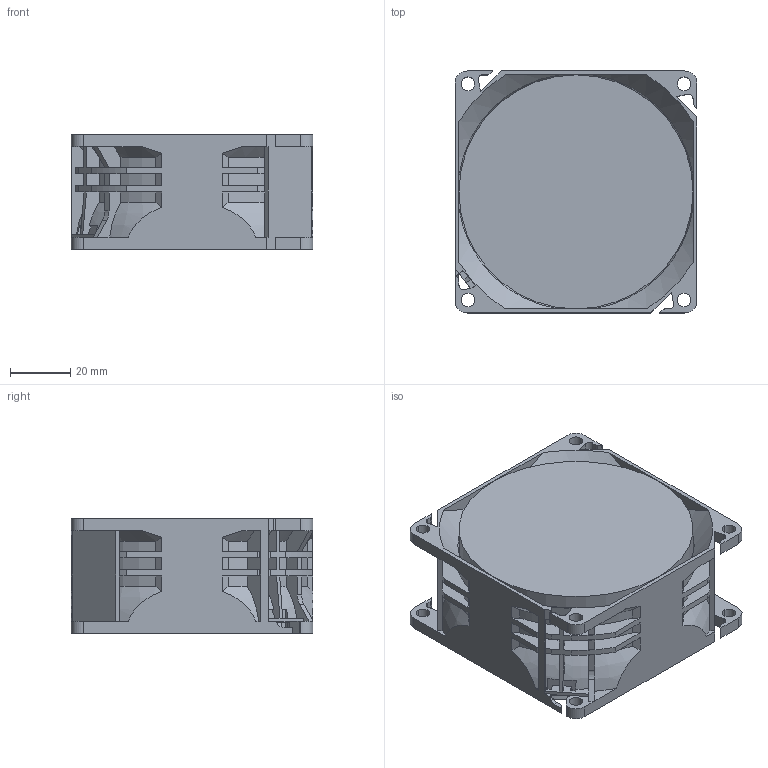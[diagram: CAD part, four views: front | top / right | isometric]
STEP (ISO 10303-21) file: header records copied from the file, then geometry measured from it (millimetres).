
FILE_DESCRIPTION((''),'2;1');
FILE_NAME('3D_PFM0812HE-01A01_FRAME','2016-10-31T',('JIM.HUANG'),(''),'PRO/ENGINEER BY PARAMETRIC TECHNOLOGY CORPORATION, 2013050','PRO/ENGINEER BY PARAMETRIC TECHNOLOGY CORPORATION, 2013050','');
FILE_SCHEMA(('CONFIG_CONTROL_DESIGN'));
Length unit declared in the file: millimetre
Products named in the file (1): 3D_PFM0812HE-01A01_FRAME
Bounding box: 80 x 80 x 38 mm (x, y, z)
Volume: 210642.2 mm3; surface area: 38224.2 mm2
Topology: 1 solids, 12 shells, 515 faces, 1412 edges, 919 vertices
Faces by surface type: plane 290, cylinder 139, bspline 42, cone 27, torus 17
Entity records: 18801 total; most frequent: CARTESIAN_POINT 5986, ORIENTED_EDGE 2824, DIRECTION 2473, EDGE_CURVE 1412, VERTEX_POINT 919, AXIS2_PLACEMENT_3D 847, VECTOR 779, LINE 779
